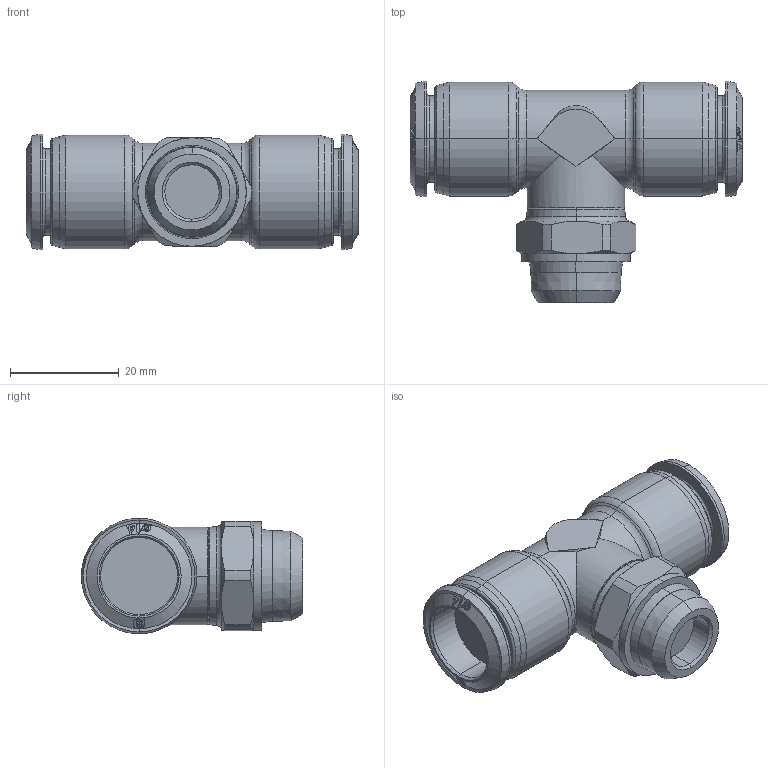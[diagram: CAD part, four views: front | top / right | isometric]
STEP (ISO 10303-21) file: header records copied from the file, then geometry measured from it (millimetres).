
FILE_DESCRIPTION(( 'RT.21.14.38.step' ), '1');
FILE_NAME( 'RT.21.14.38.step', '2019-06-19T14:43:57',( 'Sopra'),('sopra-pneumatic.com'), 'SwSTEP 2.0','SolidWorks 2009','' );
FILE_SCHEMA (( 'AUTOMOTIVE_DESIGN' ));
Length unit declared in the file: millimetre
Products named in the file (1): 5521100018
Bounding box: 61.2 x 40.8 x 21.3 mm (x, y, z)
Volume: 22162.4 mm3; surface area: 7453.4 mm2
Topology: 1 solids, 1 shells, 300 faces, 726 edges, 452 vertices
Faces by surface type: bspline 110, cone 84, cylinder 39, plane 39, torus 28
Entity records: 15976 total; most frequent: CARTESIAN_POINT 6629, ORIENTED_EDGE 1452, DIRECTION 904, EDGE_CURVE 726, VERTEX_POINT 452, AXIS2_PLACEMENT_3D 387, B_SPLINE_CURVE_WITH_KNOTS 384, EDGE_LOOP 324
